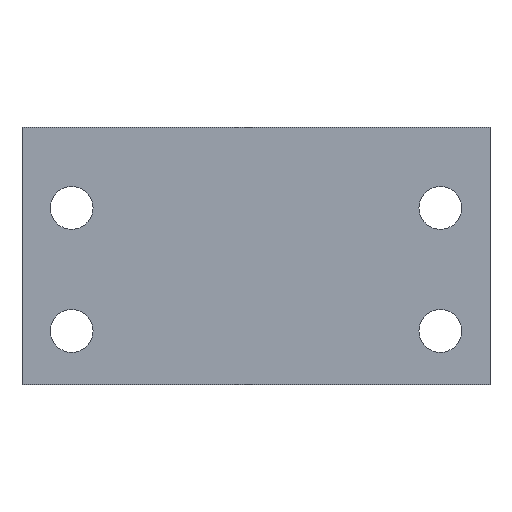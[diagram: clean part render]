
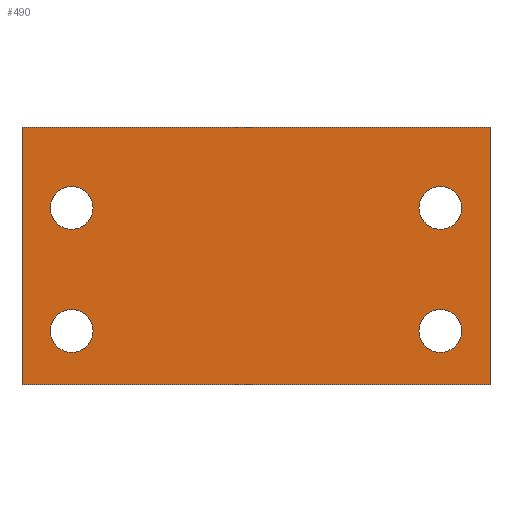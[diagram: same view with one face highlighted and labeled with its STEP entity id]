
A CAD part, top view. The second image highlights one B-rep face of the part: STEP entity #490.
In plain terms, the highlighted planar face has unit normal (0, 0, 1).
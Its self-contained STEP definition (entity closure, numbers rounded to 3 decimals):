
#24=FACE_BOUND('',#98,.T.);
#25=FACE_BOUND('',#99,.T.);
#26=FACE_BOUND('',#100,.T.);
#27=FACE_BOUND('',#101,.T.);
#41=PLANE('',#557);
#64=FACE_OUTER_BOUND('',#97,.T.);
#97=EDGE_LOOP('',(#431,#432,#433,#434));
#98=EDGE_LOOP('',(#435));
#99=EDGE_LOOP('',(#436));
#100=EDGE_LOOP('',(#437));
#101=EDGE_LOOP('',(#438));
#114=CIRCLE('',#539,1.6);
#115=CIRCLE('',#541,1.6);
#116=CIRCLE('',#543,1.6);
#117=CIRCLE('',#545,1.6);
#129=LINE('',#722,#175);
#152=LINE('',#795,#198);
#154=LINE('',#799,#200);
#165=LINE('',#827,#211);
#175=VECTOR('',#582,10.);
#198=VECTOR('',#655,10.);
#200=VECTOR('',#659,10.);
#211=VECTOR('',#690,10.);
#226=VERTEX_POINT('',#719);
#227=VERTEX_POINT('',#721);
#248=VERTEX_POINT('',#777);
#249=VERTEX_POINT('',#781);
#250=VERTEX_POINT('',#785);
#251=VERTEX_POINT('',#789);
#252=VERTEX_POINT('',#793);
#253=VERTEX_POINT('',#797);
#272=EDGE_CURVE('',#226,#227,#129,.T.);
#301=EDGE_CURVE('',#248,#248,#114,.T.);
#303=EDGE_CURVE('',#249,#249,#115,.T.);
#305=EDGE_CURVE('',#250,#250,#116,.T.);
#307=EDGE_CURVE('',#251,#251,#117,.T.);
#309=EDGE_CURVE('',#252,#226,#152,.T.);
#311=EDGE_CURVE('',#227,#253,#154,.T.);
#325=EDGE_CURVE('',#253,#252,#165,.T.);
#431=ORIENTED_EDGE('',*,*,#325,.F.);
#432=ORIENTED_EDGE('',*,*,#311,.F.);
#433=ORIENTED_EDGE('',*,*,#272,.F.);
#434=ORIENTED_EDGE('',*,*,#309,.F.);
#435=ORIENTED_EDGE('',*,*,#301,.T.);
#436=ORIENTED_EDGE('',*,*,#303,.T.);
#437=ORIENTED_EDGE('',*,*,#305,.T.);
#438=ORIENTED_EDGE('',*,*,#307,.T.);
#490=ADVANCED_FACE('',(#64,#24,#25,#26,#27),#41,.T.);
#539=AXIS2_PLACEMENT_3D('',#779,#635,#636);
#541=AXIS2_PLACEMENT_3D('',#783,#640,#641);
#543=AXIS2_PLACEMENT_3D('',#787,#645,#646);
#545=AXIS2_PLACEMENT_3D('',#791,#650,#651);
#557=AXIS2_PLACEMENT_3D('',#826,#688,#689);
#582=DIRECTION('',(1.,0.,0.));
#635=DIRECTION('center_axis',(0.,0.,-1.));
#636=DIRECTION('ref_axis',(-1.,0.,0.));
#640=DIRECTION('center_axis',(0.,0.,-1.));
#641=DIRECTION('ref_axis',(-1.,0.,0.));
#645=DIRECTION('center_axis',(0.,0.,-1.));
#646=DIRECTION('ref_axis',(-1.,0.,0.));
#650=DIRECTION('center_axis',(0.,0.,-1.));
#651=DIRECTION('ref_axis',(-1.,0.,0.));
#655=DIRECTION('',(0.,1.,0.));
#659=DIRECTION('',(0.,-1.,0.));
#688=DIRECTION('center_axis',(0.,0.,1.));
#689=DIRECTION('ref_axis',(0.,1.,0.));
#690=DIRECTION('',(-1.,0.,0.));
#719=CARTESIAN_POINT('',(-14.375,19.244,15.475));
#721=CARTESIAN_POINT('',(20.625,19.244,15.475));
#722=CARTESIAN_POINT('',(10.25,19.244,15.475));
#777=CARTESIAN_POINT('',(-9.063,13.2,15.475));
#779=CARTESIAN_POINT('Origin',(-10.663,13.2,15.475));
#781=CARTESIAN_POINT('',(18.513,4.,15.475));
#783=CARTESIAN_POINT('Origin',(16.913,4.,15.475));
#785=CARTESIAN_POINT('',(-9.063,4.,15.475));
#787=CARTESIAN_POINT('Origin',(-10.663,4.,15.475));
#789=CARTESIAN_POINT('',(18.513,13.2,15.475));
#791=CARTESIAN_POINT('Origin',(16.913,13.2,15.475));
#793=CARTESIAN_POINT('',(-14.375,0.,15.475));
#795=CARTESIAN_POINT('',(-14.375,19.244,15.475));
#797=CARTESIAN_POINT('',(20.625,0.,15.475));
#799=CARTESIAN_POINT('',(20.625,19.244,15.475));
#826=CARTESIAN_POINT('Origin',(10.25,0.,15.475));
#827=CARTESIAN_POINT('',(10.25,0.,15.475));
